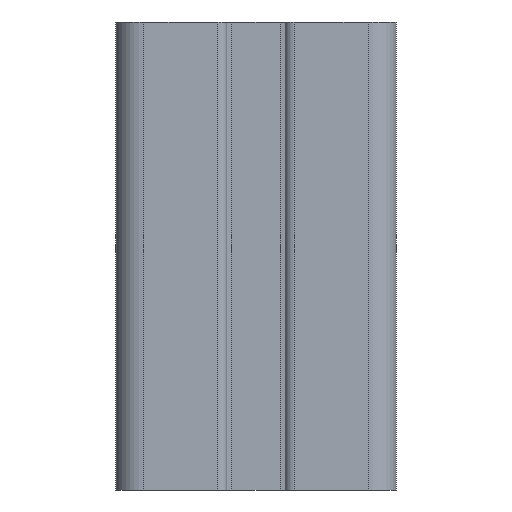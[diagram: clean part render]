
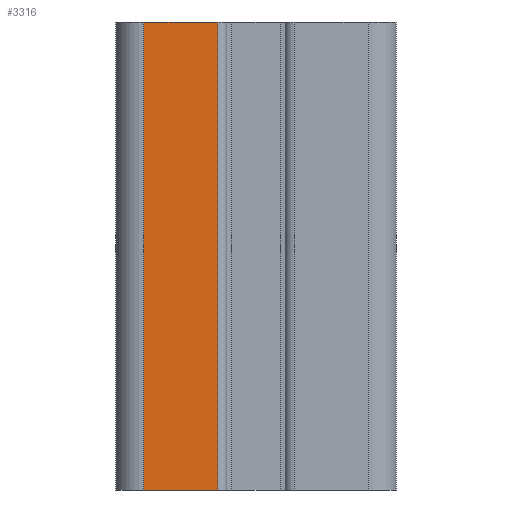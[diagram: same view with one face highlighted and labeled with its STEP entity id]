
A CAD part, front view. The second image highlights one B-rep face of the part: STEP entity #3316.
In plain terms, the highlighted planar face has unit normal (0, -1, 0).
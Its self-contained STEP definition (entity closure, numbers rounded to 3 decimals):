
#647 = LINE ( 'NONE', #995, #3397 ) ;
#708 = DIRECTION ( 'NONE',  ( 0., 0., -1. ) ) ;
#812 = DIRECTION ( 'NONE',  ( 1., 0., 0. ) ) ;
#860 = LINE ( 'NONE', #3432, #945 ) ;
#945 = VECTOR ( 'NONE', #812, 1000. ) ;
#995 = CARTESIAN_POINT ( 'NONE',  ( -12., -6., 25. ) ) ;
#1033 = VECTOR ( 'NONE', #2796, 1000. ) ;
#1084 = DIRECTION ( 'NONE',  ( 0., 1., 0. ) ) ;
#1133 = CARTESIAN_POINT ( 'NONE',  ( -12., -6., -25. ) ) ;
#1283 = EDGE_LOOP ( 'NONE', ( #3391, #2287, #2544, #2962 ) ) ;
#1542 = CARTESIAN_POINT ( 'NONE',  ( -12., -6., -25. ) ) ;
#1686 = DIRECTION ( 'NONE',  ( 0., 0., -1. ) ) ;
#1757 = EDGE_CURVE ( 'NONE', #4031, #3162, #860, .T. ) ;
#1760 = PLANE ( 'NONE',  #2536 ) ;
#2012 = EDGE_CURVE ( 'NONE', #4031, #3399, #647, .T. ) ;
#2075 = FACE_OUTER_BOUND ( 'NONE', #1283, .T. ) ;
#2078 = LINE ( 'NONE', #1133, #1033 ) ;
#2278 = CARTESIAN_POINT ( 'NONE',  ( -4.1, -6., 25. ) ) ;
#2287 = ORIENTED_EDGE ( 'NONE', *, *, #2345, .F. ) ;
#2345 = EDGE_CURVE ( 'NONE', #3162, #2518, #3922, .T. ) ;
#2378 = CARTESIAN_POINT ( 'NONE',  ( -12., -6., 25. ) ) ;
#2385 = DIRECTION ( 'NONE',  ( 0., 0., 1. ) ) ;
#2518 = VERTEX_POINT ( 'NONE', #3784 ) ;
#2536 = AXIS2_PLACEMENT_3D ( 'NONE', #3046, #1084, #2385 ) ;
#2544 = ORIENTED_EDGE ( 'NONE', *, *, #1757, .F. ) ;
#2796 = DIRECTION ( 'NONE',  ( 1., 0., 0. ) ) ;
#2962 = ORIENTED_EDGE ( 'NONE', *, *, #2012, .T. ) ;
#2977 = EDGE_CURVE ( 'NONE', #3399, #2518, #2078, .T. ) ;
#3046 = CARTESIAN_POINT ( 'NONE',  ( -12., -6., 25. ) ) ;
#3162 = VERTEX_POINT ( 'NONE', #4181 ) ;
#3201 = VECTOR ( 'NONE', #708, 1000. ) ;
#3316 = ADVANCED_FACE ( 'NONE', ( #2075 ), #1760, .F. ) ;
#3391 = ORIENTED_EDGE ( 'NONE', *, *, #2977, .T. ) ;
#3397 = VECTOR ( 'NONE', #1686, 1000. ) ;
#3399 = VERTEX_POINT ( 'NONE', #1542 ) ;
#3432 = CARTESIAN_POINT ( 'NONE',  ( -12., -6., 25. ) ) ;
#3784 = CARTESIAN_POINT ( 'NONE',  ( -4.1, -6., -25. ) ) ;
#3922 = LINE ( 'NONE', #2278, #3201 ) ;
#4031 = VERTEX_POINT ( 'NONE', #2378 ) ;
#4181 = CARTESIAN_POINT ( 'NONE',  ( -4.1, -6., 25. ) ) ;
